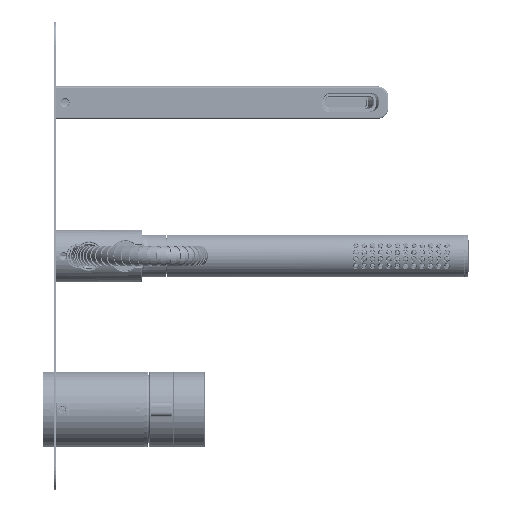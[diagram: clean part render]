
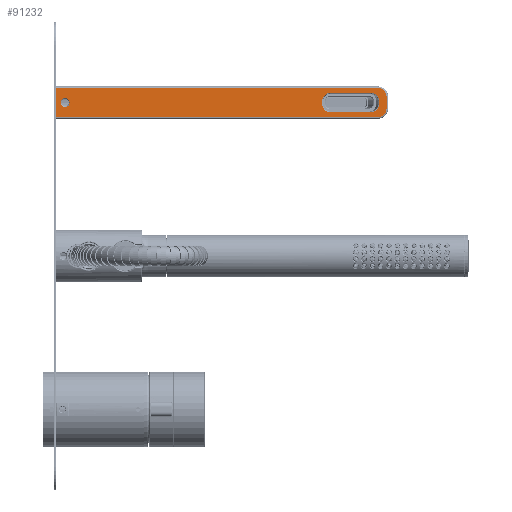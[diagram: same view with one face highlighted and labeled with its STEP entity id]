
A CAD part, front view. The second image highlights one B-rep face of the part: STEP entity #91232.
In plain terms, the highlighted planar face has unit normal (0, -1, 0).
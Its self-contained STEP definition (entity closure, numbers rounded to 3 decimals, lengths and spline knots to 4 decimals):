
#1495=ELLIPSE('',#96686,0.2199,0.2165);
#1496=ELLIPSE('',#96687,0.2199,0.2165);
#1497=ELLIPSE('',#96688,0.2199,0.2165);
#1498=ELLIPSE('',#96689,0.2199,0.2165);
#6205=FACE_BOUND('',#23216,.T.);
#6206=FACE_BOUND('',#23217,.T.);
#7021=PLANE('',#96683);
#8709=LINE('',#134688,#12384);
#8710=LINE('',#134690,#12385);
#8711=LINE('',#134692,#12386);
#8712=LINE('',#134695,#12387);
#8713=LINE('',#134700,#12388);
#8714=LINE('',#134704,#12389);
#8715=LINE('',#134708,#12390);
#8716=LINE('',#134711,#12391);
#12384=VECTOR('',#108244,0.3937);
#12385=VECTOR('',#108245,0.3937);
#12386=VECTOR('',#108246,0.3937);
#12387=VECTOR('',#108249,0.3937);
#12388=VECTOR('',#108252,0.3937);
#12389=VECTOR('',#108255,0.3937);
#12390=VECTOR('',#108258,0.3937);
#12391=VECTOR('',#108261,0.3937);
#17862=FACE_OUTER_BOUND('',#23215,.T.);
#23215=EDGE_LOOP('',(#58156,#58157,#58158,#58159,#58160,#58161));
#23216=EDGE_LOOP('',(#58162,#58163,#58164,#58165,#58166,#58167,#58168,#58169));
#23217=EDGE_LOOP('',(#58170));
#29369=CIRCLE('',#96680,0.1181);
#29371=CIRCLE('',#96684,0.2362);
#29372=CIRCLE('',#96685,0.2362);
#35050=VERTEX_POINT('',#134609);
#35054=VERTEX_POINT('',#134684);
#35055=VERTEX_POINT('',#134685);
#35056=VERTEX_POINT('',#134687);
#35057=VERTEX_POINT('',#134689);
#35058=VERTEX_POINT('',#134691);
#35059=VERTEX_POINT('',#134693);
#35060=VERTEX_POINT('',#134696);
#35061=VERTEX_POINT('',#134697);
#35062=VERTEX_POINT('',#134699);
#35063=VERTEX_POINT('',#134701);
#35064=VERTEX_POINT('',#134703);
#35065=VERTEX_POINT('',#134705);
#35066=VERTEX_POINT('',#134707);
#35067=VERTEX_POINT('',#134709);
#44171=EDGE_CURVE('',#35050,#35050,#29369,.T.);
#44177=EDGE_CURVE('',#35054,#35055,#29371,.T.);
#44178=EDGE_CURVE('',#35056,#35054,#8709,.T.);
#44179=EDGE_CURVE('',#35057,#35056,#8710,.T.);
#44180=EDGE_CURVE('',#35058,#35057,#8711,.T.);
#44181=EDGE_CURVE('',#35059,#35058,#29372,.T.);
#44182=EDGE_CURVE('',#35055,#35059,#8712,.T.);
#44183=EDGE_CURVE('',#35060,#35061,#1495,.T.);
#44184=EDGE_CURVE('',#35062,#35060,#8713,.T.);
#44185=EDGE_CURVE('',#35063,#35062,#1496,.T.);
#44186=EDGE_CURVE('',#35064,#35063,#8714,.T.);
#44187=EDGE_CURVE('',#35065,#35064,#1497,.T.);
#44188=EDGE_CURVE('',#35066,#35065,#8715,.T.);
#44189=EDGE_CURVE('',#35067,#35066,#1498,.T.);
#44190=EDGE_CURVE('',#35061,#35067,#8716,.T.);
#58156=ORIENTED_EDGE('',*,*,#44177,.F.);
#58157=ORIENTED_EDGE('',*,*,#44178,.F.);
#58158=ORIENTED_EDGE('',*,*,#44179,.F.);
#58159=ORIENTED_EDGE('',*,*,#44180,.F.);
#58160=ORIENTED_EDGE('',*,*,#44181,.F.);
#58161=ORIENTED_EDGE('',*,*,#44182,.F.);
#58162=ORIENTED_EDGE('',*,*,#44183,.F.);
#58163=ORIENTED_EDGE('',*,*,#44184,.F.);
#58164=ORIENTED_EDGE('',*,*,#44185,.F.);
#58165=ORIENTED_EDGE('',*,*,#44186,.F.);
#58166=ORIENTED_EDGE('',*,*,#44187,.F.);
#58167=ORIENTED_EDGE('',*,*,#44188,.F.);
#58168=ORIENTED_EDGE('',*,*,#44189,.F.);
#58169=ORIENTED_EDGE('',*,*,#44190,.F.);
#58170=ORIENTED_EDGE('',*,*,#44171,.F.);
#91232=ADVANCED_FACE('',(#17862,#6205,#6206),#7021,.T.);
#96680=AXIS2_PLACEMENT_3D('',#134610,#108232,#108233);
#96683=AXIS2_PLACEMENT_3D('',#134683,#108240,#108241);
#96684=AXIS2_PLACEMENT_3D('',#134686,#108242,#108243);
#96685=AXIS2_PLACEMENT_3D('',#134694,#108247,#108248);
#96686=AXIS2_PLACEMENT_3D('',#134698,#108250,#108251);
#96687=AXIS2_PLACEMENT_3D('',#134702,#108253,#108254);
#96688=AXIS2_PLACEMENT_3D('',#134706,#108256,#108257);
#96689=AXIS2_PLACEMENT_3D('',#134710,#108259,#108260);
#108232=DIRECTION('center_axis',(0.,-1.,0.));
#108233=DIRECTION('ref_axis',(-1.,0.,0.));
#108240=DIRECTION('center_axis',(0.,-1.,0.));
#108241=DIRECTION('ref_axis',(-1.,0.,0.));
#108242=DIRECTION('center_axis',(0.,1.,0.));
#108243=DIRECTION('ref_axis',(0.707,0.,0.707));
#108244=DIRECTION('',(1.,0.,0.));
#108245=DIRECTION('',(0.,0.,1.));
#108246=DIRECTION('',(-1.,0.,0.));
#108247=DIRECTION('center_axis',(0.,1.,0.));
#108248=DIRECTION('ref_axis',(0.707,0.,-0.707));
#108249=DIRECTION('',(0.,0.,-1.));
#108250=DIRECTION('center_axis',(0.,-1.,0.));
#108251=DIRECTION('ref_axis',(-1.,0.,0.));
#108252=DIRECTION('',(-1.,0.,0.));
#108253=DIRECTION('center_axis',(0.,-1.,0.));
#108254=DIRECTION('ref_axis',(1.,0.,0.));
#108255=DIRECTION('',(0.,0.,1.));
#108256=DIRECTION('center_axis',(0.,-1.,0.));
#108257=DIRECTION('ref_axis',(1.,0.,0.));
#108258=DIRECTION('',(1.,0.,0.));
#108259=DIRECTION('center_axis',(0.,-1.,0.));
#108260=DIRECTION('ref_axis',(-1.,0.,0.));
#108261=DIRECTION('',(0.,0.,-1.));
#134609=CARTESIAN_POINT('',(0.4185,-0.7087,4.));
#134610=CARTESIAN_POINT('Origin',(0.3004,-0.7087,4.));
#134683=CARTESIAN_POINT('Origin',(8.7256,-0.7087,4.));
#134684=CARTESIAN_POINT('',(8.45,-0.7087,4.3839));
#134685=CARTESIAN_POINT('',(8.6862,-0.7087,4.1476));
#134686=CARTESIAN_POINT('Origin',(8.45,-0.7087,4.1476));
#134687=CARTESIAN_POINT('',(0.074,-0.7087,4.3839));
#134688=CARTESIAN_POINT('',(6.0189,-0.7087,4.3839));
#134689=CARTESIAN_POINT('',(0.074,-0.7087,3.6161));
#134690=CARTESIAN_POINT('',(0.074,-0.7087,4.));
#134691=CARTESIAN_POINT('',(8.45,-0.7087,3.6161));
#134692=CARTESIAN_POINT('',(6.0189,-0.7087,3.6161));
#134693=CARTESIAN_POINT('',(8.6862,-0.7087,3.8524));
#134694=CARTESIAN_POINT('Origin',(8.45,-0.7087,3.8524));
#134695=CARTESIAN_POINT('',(8.6862,-0.7087,4.));
#134696=CARTESIAN_POINT('',(7.2291,-0.7087,4.2559));
#134697=CARTESIAN_POINT('',(7.0092,-0.7087,4.0394));
#134698=CARTESIAN_POINT('Origin',(7.2291,-0.7087,4.0394));
#134699=CARTESIAN_POINT('',(8.2685,-0.7087,4.2559));
#134700=CARTESIAN_POINT('',(7.8791,-0.7087,4.2559));
#134701=CARTESIAN_POINT('',(8.4884,-0.7087,4.0394));
#134702=CARTESIAN_POINT('Origin',(8.2685,-0.7087,4.0394));
#134703=CARTESIAN_POINT('',(8.4884,-0.7087,3.9606));
#134704=CARTESIAN_POINT('',(8.4884,-0.7087,4.1181));
#134705=CARTESIAN_POINT('',(8.2685,-0.7087,3.7441));
#134706=CARTESIAN_POINT('Origin',(8.2685,-0.7087,3.9606));
#134707=CARTESIAN_POINT('',(7.2291,-0.7087,3.7441));
#134708=CARTESIAN_POINT('',(8.577,-0.7087,3.7441));
#134709=CARTESIAN_POINT('',(7.0092,-0.7087,3.9606));
#134710=CARTESIAN_POINT('Origin',(7.2291,-0.7087,3.9606));
#134711=CARTESIAN_POINT('',(7.0092,-0.7087,3.8819));
